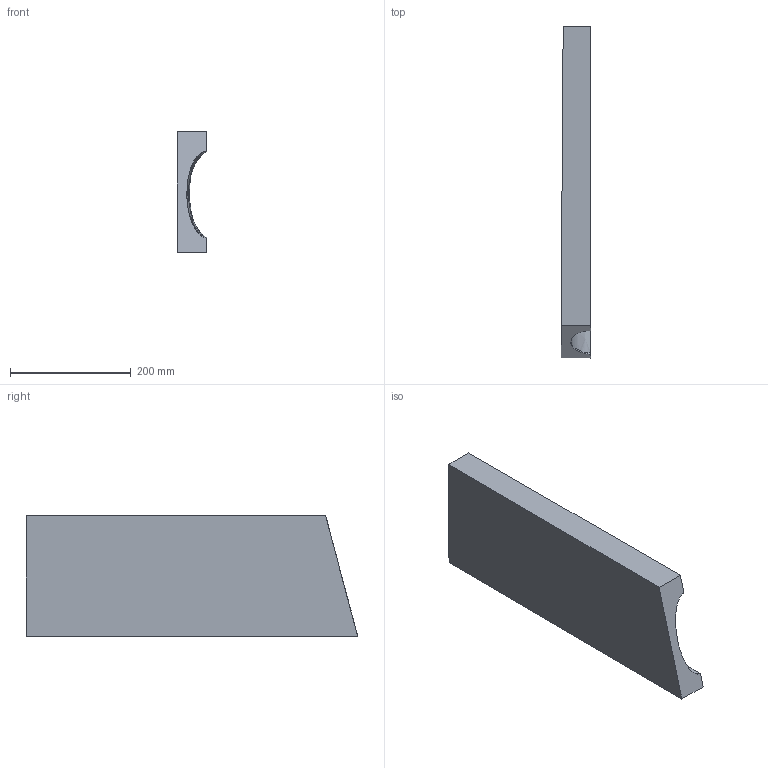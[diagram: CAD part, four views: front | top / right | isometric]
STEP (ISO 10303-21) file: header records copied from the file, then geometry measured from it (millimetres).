
FILE_DESCRIPTION(/* description */ (''),/* implementation_level */ '2;1');
FILE_NAME(/* name */ 'blc01 v2.step',/* time_stamp */ '2024-07-04T14:05:58+09:00',/* author */ (''),/* organization */ (''),/* preprocessor_version */ 'ST-DEVELOPER v20',/* originating_system */ 'Autodesk Translation Framework v13.14.0.145',/* authorisation */ '');
FILE_SCHEMA (('AUTOMOTIVE_DESIGN { 1 0 10303 214 3 1 1 }'));
Length unit declared in the file: millimetre
Products named in the file (1): blc01
Bounding box: 49.61 x 550.33 x 200.18 mm (x, y, z)
Volume: 3164104.7 mm3; surface area: 283735.1 mm2
Topology: 1 solids, 1 shells, 10 faces, 24 edges, 16 vertices
Faces by surface type: plane 8, bspline 2
Entity records: 401 total; most frequent: CARTESIAN_POINT 144, ORIENTED_EDGE 48, DIRECTION 41, EDGE_CURVE 24, VERTEX_POINT 16, LINE 15, VECTOR 15, AXIS2_PLACEMENT_3D 13
